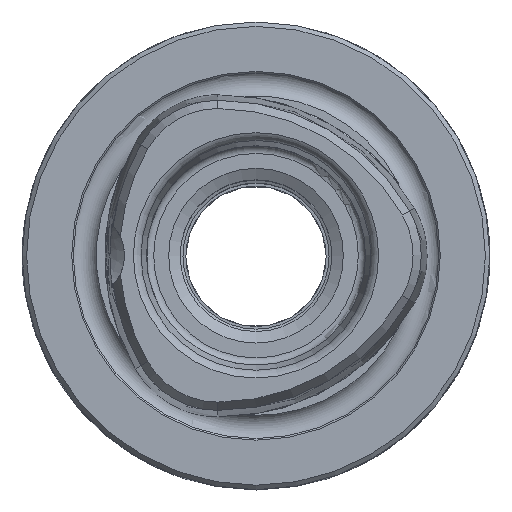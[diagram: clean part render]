
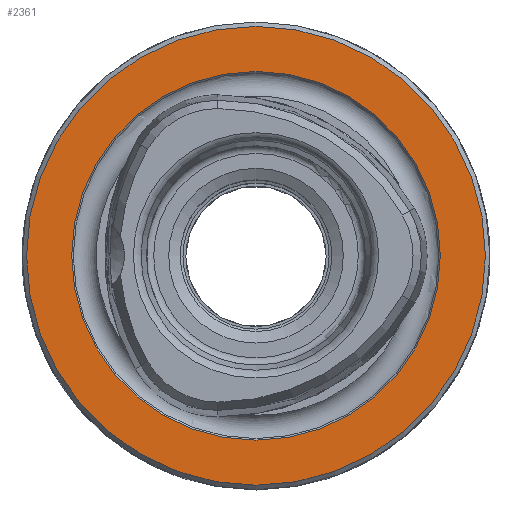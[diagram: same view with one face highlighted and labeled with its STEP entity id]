
A CAD part, top view. The second image highlights one B-rep face of the part: STEP entity #2361.
In plain terms, the highlighted planar face has unit normal (0, 0, 1).
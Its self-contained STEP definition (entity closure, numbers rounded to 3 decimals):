
#201=PLANE('',#2573);
#559=ORIENTED_EDGE('',*,*,#856,.T.);
#560=ORIENTED_EDGE('',*,*,#853,.F.);
#853=EDGE_CURVE('',#1025,#1025,#1118,.T.);
#856=EDGE_CURVE('',#1028,#1028,#1121,.T.);
#1025=VERTEX_POINT('',#3763);
#1028=VERTEX_POINT('',#3771);
#1118=CIRCLE('',#2569,12.614);
#1121=CIRCLE('',#2574,15.7);
#1241=EDGE_LOOP('',(#559));
#1242=EDGE_LOOP('',(#560));
#1403=FACE_BOUND('',#1241,.T.);
#1404=FACE_BOUND('',#1242,.T.);
#2361=ADVANCED_FACE('',(#1403,#1404),#201,.T.);
#2569=AXIS2_PLACEMENT_3D('',#3762,#2973,#2974);
#2573=AXIS2_PLACEMENT_3D('',#3769,#2981,#2982);
#2574=AXIS2_PLACEMENT_3D('',#3770,#2983,#2984);
#2973=DIRECTION('',(0.,0.,1.));
#2974=DIRECTION('',(1.,0.,0.));
#2981=DIRECTION('',(0.,0.,1.));
#2982=DIRECTION('',(1.,0.,0.));
#2983=DIRECTION('',(0.,0.,1.));
#2984=DIRECTION('',(1.,0.,0.));
#3762=CARTESIAN_POINT('',(0.,0.,0.));
#3763=CARTESIAN_POINT('',(12.614,0.,0.));
#3769=CARTESIAN_POINT('',(12.25,0.,0.));
#3770=CARTESIAN_POINT('',(0.,0.,0.));
#3771=CARTESIAN_POINT('',(15.7,0.,0.));
